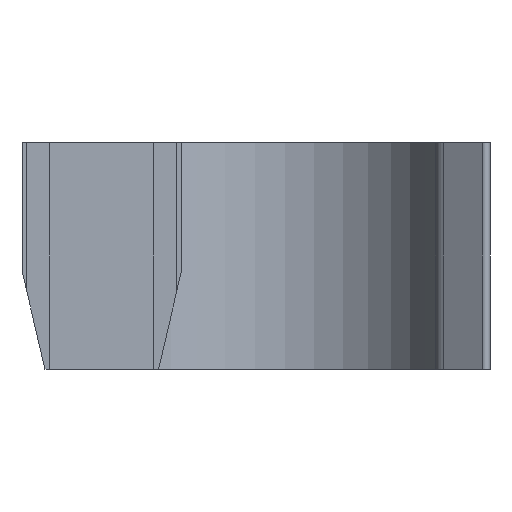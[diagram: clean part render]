
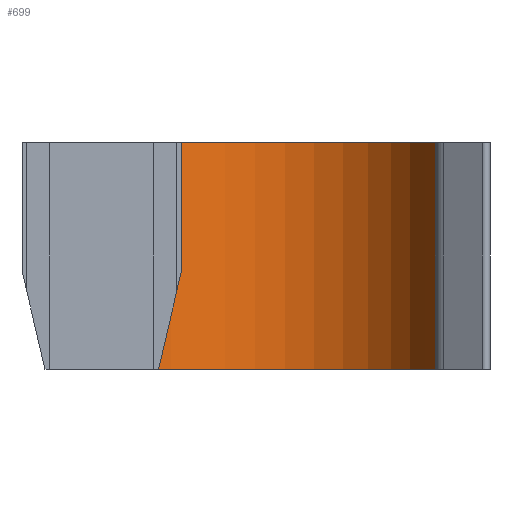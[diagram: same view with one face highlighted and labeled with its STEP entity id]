
A CAD part, front view. The second image highlights one B-rep face of the part: STEP entity #699.
In plain terms, the highlighted cylindrical face has radius 17.5 mm (diameter 35 mm), a partial arc.
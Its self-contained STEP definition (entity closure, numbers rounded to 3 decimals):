
#20=CYLINDRICAL_SURFACE('',#771,17.5);
#25=CIRCLE('',#740,17.5);
#35=CIRCLE('',#755,17.5);
#66=FACE_OUTER_BOUND('',#103,.T.);
#103=EDGE_LOOP('',(#612,#613,#614,#615));
#160=LINE('',#1086,#245);
#192=LINE('',#1155,#277);
#245=VECTOR('',#876,10.);
#277=VECTOR('',#948,10.);
#309=VERTEX_POINT('',#1038);
#310=VERTEX_POINT('',#1040);
#327=VERTEX_POINT('',#1082);
#334=VERTEX_POINT('',#1100);
#382=EDGE_CURVE('',#309,#310,#25,.T.);
#406=EDGE_CURVE('',#327,#310,#160,.T.);
#413=EDGE_CURVE('',#334,#327,#35,.T.);
#442=EDGE_CURVE('',#334,#309,#192,.T.);
#612=ORIENTED_EDGE('',*,*,#413,.T.);
#613=ORIENTED_EDGE('',*,*,#406,.T.);
#614=ORIENTED_EDGE('',*,*,#382,.F.);
#615=ORIENTED_EDGE('',*,*,#442,.F.);
#699=ADVANCED_FACE('',(#66),#20,.F.);
#740=AXIS2_PLACEMENT_3D('',#1041,#837,#838);
#755=AXIS2_PLACEMENT_3D('',#1101,#888,#889);
#771=AXIS2_PLACEMENT_3D('',#1154,#946,#947);
#837=DIRECTION('center_axis',(0.,0.,-1.));
#838=DIRECTION('ref_axis',(-0.968,-0.252,0.));
#876=DIRECTION('',(0.,0.,1.));
#888=DIRECTION('center_axis',(0.,0.,-1.));
#889=DIRECTION('ref_axis',(-0.968,-0.252,0.));
#946=DIRECTION('center_axis',(0.,0.,1.));
#947=DIRECTION('ref_axis',(-0.968,-0.252,0.));
#948=DIRECTION('',(0.,0.,1.));
#1038=CARTESIAN_POINT('',(-12.473,-12.275,25.));
#1040=CARTESIAN_POINT('',(16.937,4.403,25.));
#1041=CARTESIAN_POINT('Origin',(0.,0.,25.));
#1082=CARTESIAN_POINT('',(16.937,4.403,2.));
#1086=CARTESIAN_POINT('',(16.937,4.403,12.));
#1100=CARTESIAN_POINT('',(-12.473,-12.275,2.));
#1101=CARTESIAN_POINT('Origin',(0.,0.,
2.));
#1154=CARTESIAN_POINT('Origin',(0.,0.,0.));
#1155=CARTESIAN_POINT('',(-12.473,-12.275,12.));
